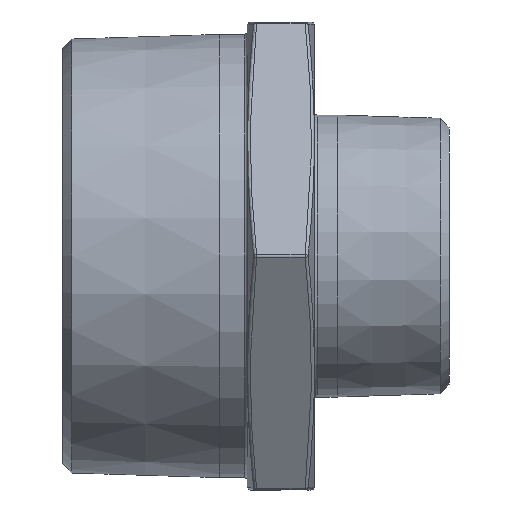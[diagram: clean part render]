
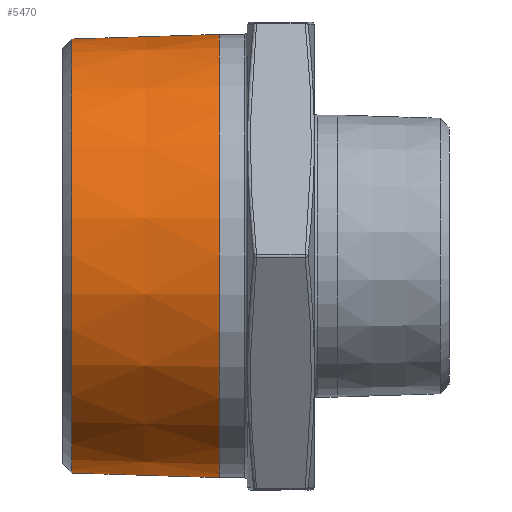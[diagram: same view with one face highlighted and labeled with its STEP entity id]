
A CAD part, front view. The second image highlights one B-rep face of the part: STEP entity #5470.
In plain terms, the highlighted conical face has half-angle 1.79 degrees and reference radius 37.592 mm.
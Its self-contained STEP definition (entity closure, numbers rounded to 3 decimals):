
#355 = CARTESIAN_POINT ( 'NONE',  ( 17.5, 0., 0. ) ) ;
#362 = CIRCLE ( 'NONE', #6509, 37.879 ) ;
#1199 = CONICAL_SURFACE ( 'NONE', #11727, 37.592, 0.031 ) ;
#1359 = DIRECTION ( 'NONE',  ( 0., 0., -1. ) ) ;
#1372 = DIRECTION ( 'NONE',  ( -1., 0., 0. ) ) ;
#3775 = DIRECTION ( 'NONE',  ( 0., 0., 1. ) ) ;
#4014 = EDGE_LOOP ( 'NONE', ( #9758 ) ) ;
#4200 = EDGE_CURVE ( 'NONE', #9157, #9157, #362, .T. ) ;
#4441 = CARTESIAN_POINT ( 'NONE',  ( 26.7, 0., 37.879 ) ) ;
#5470 = ADVANCED_FACE ( 'NONE', ( #8810, #11677 ), #1199, .T. ) ;
#6509 = AXIS2_PLACEMENT_3D ( 'NONE', #7951, #1372, #9767 ) ;
#7688 = EDGE_LOOP ( 'NONE', ( #10204 ) ) ;
#7951 = CARTESIAN_POINT ( 'NONE',  ( 26.7, 0., 0. ) ) ;
#8257 = CIRCLE ( 'NONE', #12233, 37.091 ) ;
#8422 = EDGE_CURVE ( 'NONE', #11590, #11590, #8257, .T. ) ;
#8810 = FACE_BOUND ( 'NONE', #4014, .T. ) ;
#9157 = VERTEX_POINT ( 'NONE', #4441 ) ;
#9309 = DIRECTION ( 'NONE',  ( 1., 0., 0. ) ) ;
#9600 = CARTESIAN_POINT ( 'NONE',  ( 1.478, 0., 37.091 ) ) ;
#9688 = DIRECTION ( 'NONE',  ( 1., 0., 0. ) ) ;
#9758 = ORIENTED_EDGE ( 'NONE', *, *, #8422, .T. ) ;
#9767 = DIRECTION ( 'NONE',  ( 0., 0., 1. ) ) ;
#10204 = ORIENTED_EDGE ( 'NONE', *, *, #4200, .T. ) ;
#11247 = CARTESIAN_POINT ( 'NONE',  ( 1.478, 0., 0. ) ) ;
#11590 = VERTEX_POINT ( 'NONE', #9600 ) ;
#11677 = FACE_OUTER_BOUND ( 'NONE', #7688, .T. ) ;
#11727 = AXIS2_PLACEMENT_3D ( 'NONE', #355, #9688, #1359 ) ;
#12233 = AXIS2_PLACEMENT_3D ( 'NONE', #11247, #9309, #3775 ) ;
